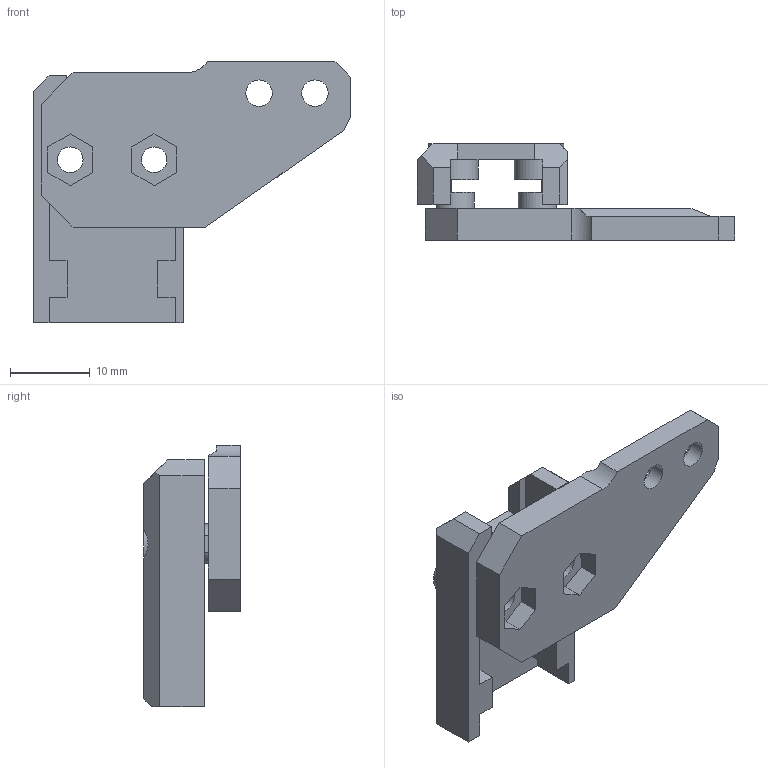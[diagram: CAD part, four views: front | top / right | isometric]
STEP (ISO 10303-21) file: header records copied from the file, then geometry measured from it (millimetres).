
FILE_DESCRIPTION(/* description */ (''),/* implementation_level */ '2;1');
FILE_NAME(/* name */ 'Eddy Naked mount.step',/* time_stamp */ '2023-12-27T13:32:59Z',/* author */ (''),/* organization */ (''),/* preprocessor_version */ 'ST-DEVELOPER v20',/* originating_system */ 'Autodesk Translation Framework v12.14.0.127',/* authorisation */ '');
FILE_SCHEMA (('AUTOMOTIVE_DESIGN { 1 0 10303 214 3 1 1 }'));
Length unit declared in the file: millimetre
Products named in the file (3): Eddy Naked mount; Eddy Naked mount_1; Case Front
Assembly tree (2 placements, depth 2):
  Eddy Naked mount
    Eddy Naked mount_1
    Case Front
Bounding box: 39.77 x 12.1 x 32.73 mm (x, y, z)
Volume: 3950.3 mm3; surface area: 3973.6 mm2
Topology: 2 solids, 2 shells, 91 faces, 242 edges, 161 vertices
Faces by surface type: plane 76, cylinder 15
Full cylindrical faces by diameter (mm): 3.2 x4, 3.3 x2, 5.6 x2
Entity records: 2916 total; most frequent: CARTESIAN_POINT 499, ORIENTED_EDGE 484, DIRECTION 466, EDGE_CURVE 242, LINE 210, VECTOR 210, VERTEX_POINT 161, AXIS2_PLACEMENT_3D 128
